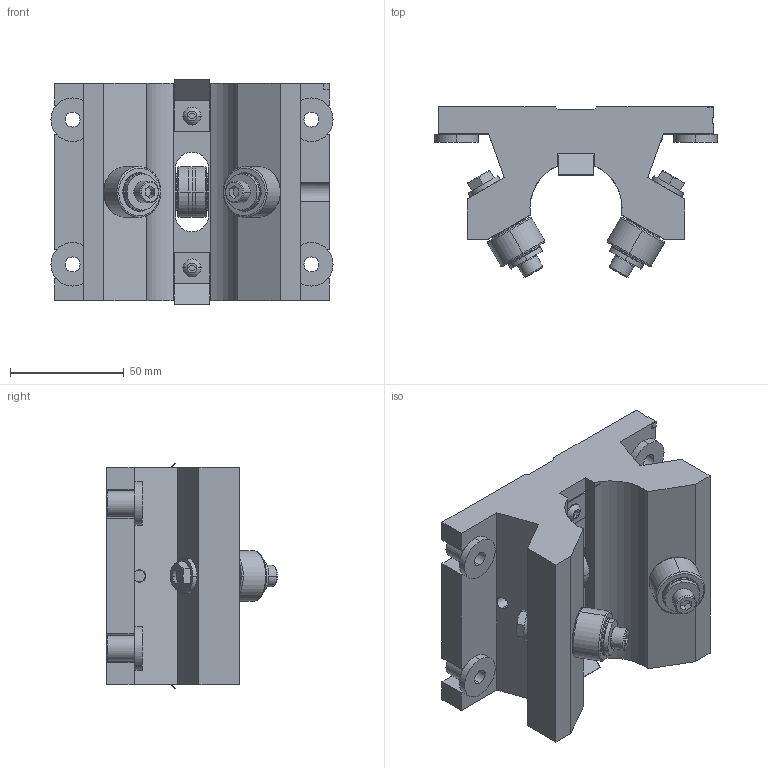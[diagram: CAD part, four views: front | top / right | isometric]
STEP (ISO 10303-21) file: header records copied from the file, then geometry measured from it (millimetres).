
FILE_DESCRIPTION (( 'STEP AP214' ), '1' );
FILE_NAME ('RollerBearing_1446D88CDC.step', '2022-01-17T15:41:04', ( '' ), ( '' ), 'SwSTEP 2.0', 'SolidWorks 2019', '' );
FILE_SCHEMA (( 'AUTOMOTIVE_DESIGN' ));
Length unit declared in the file: inch
Products named in the file (3): RollerBearing_1446D88CDC; ZxSRgA3Wni_CADModel_0
Assembly tree (1 placements, depth 2):
  RollerBearing_1446D88CDC
    ZxSRgA3Wni_CADModel_0
  ZxSRgA3Wni_CADModel_0
Bounding box: 123.83 x 74.91 x 99.03 mm (x, y, z)
Volume: 360137.9 mm3; surface area: 76402.7 mm2
Topology: 23 solids, 23 shells, 537 faces, 1236 edges, 786 vertices
Faces by surface type: plane 215, cylinder 180, cone 110, bspline 24, torus 4, sphere 4
Entity records: 24082 total; most frequent: CARTESIAN_POINT 4276, DIRECTION 2755, ORIENTED_EDGE 2456, EDGE_CURVE 1228, AXIS2_PLACEMENT_3D 1073, VERTEX_POINT 786, EDGE_LOOP 626, LINE 609
